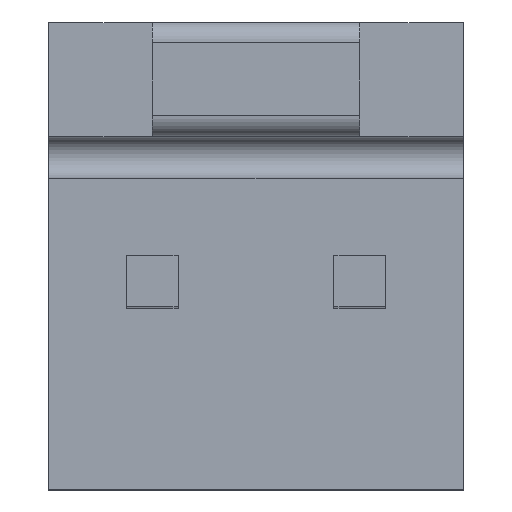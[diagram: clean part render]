
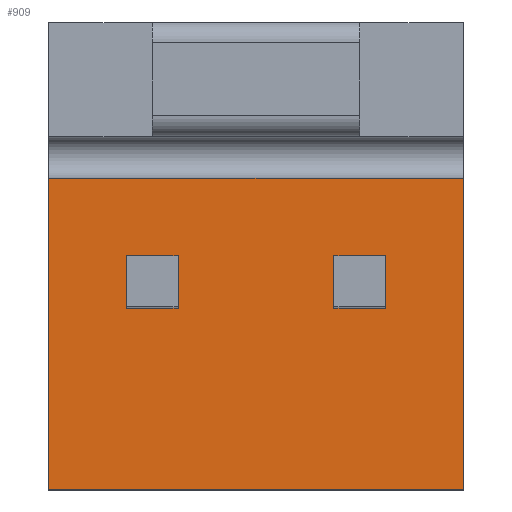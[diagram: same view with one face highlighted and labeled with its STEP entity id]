
A CAD part, top view. The second image highlights one B-rep face of the part: STEP entity #909.
In plain terms, the highlighted planar face has unit normal (0, 0, 1).
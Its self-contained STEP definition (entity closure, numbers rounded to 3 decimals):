
#81=DIRECTION('',(0.,-1.,0.));
#82=VECTOR('',#81,3.815);
#83=CARTESIAN_POINT('',(-2.54,1.275,0.));
#84=LINE('',#83,#82);
#223=DIRECTION('',(0.,-1.,0.));
#224=VECTOR('',#223,3.815);
#225=CARTESIAN_POINT('',(2.54,1.275,0.));
#226=LINE('',#225,#224);
#284=DIRECTION('',(1.,0.,0.));
#285=VECTOR('',#284,5.08);
#286=CARTESIAN_POINT('',(-2.54,-2.54,0.));
#287=LINE('',#286,#285);
#288=DIRECTION('',(1.,0.,0.));
#289=VECTOR('',#288,5.08);
#290=CARTESIAN_POINT('',(-2.54,1.275,0.));
#291=LINE('',#290,#289);
#292=DIRECTION('',(0.,1.,0.));
#293=VECTOR('',#292,0.63);
#294=CARTESIAN_POINT('',(0.955,-0.315,0.));
#295=LINE('',#294,#293);
#296=DIRECTION('',(1.,0.,0.));
#297=VECTOR('',#296,0.63);
#298=CARTESIAN_POINT('',(0.955,-0.315,0.));
#299=LINE('',#298,#297);
#300=DIRECTION('',(0.,1.,0.));
#301=VECTOR('',#300,0.63);
#302=CARTESIAN_POINT('',(1.585,-0.315,0.));
#303=LINE('',#302,#301);
#304=DIRECTION('',(1.,0.,0.));
#305=VECTOR('',#304,0.63);
#306=CARTESIAN_POINT('',(0.955,0.315,0.));
#307=LINE('',#306,#305);
#308=DIRECTION('',(0.,1.,0.));
#309=VECTOR('',#308,0.63);
#310=CARTESIAN_POINT('',(-1.585,-0.315,0.));
#311=LINE('',#310,#309);
#312=DIRECTION('',(1.,0.,0.));
#313=VECTOR('',#312,0.63);
#314=CARTESIAN_POINT('',(-1.585,-0.315,0.));
#315=LINE('',#314,#313);
#316=DIRECTION('',(0.,1.,0.));
#317=VECTOR('',#316,0.63);
#318=CARTESIAN_POINT('',(-0.955,-0.315,0.));
#319=LINE('',#318,#317);
#320=DIRECTION('',(1.,0.,0.));
#321=VECTOR('',#320,0.63);
#322=CARTESIAN_POINT('',(-1.585,0.315,0.));
#323=LINE('',#322,#321);
#470=CARTESIAN_POINT('',(-2.54,-2.54,0.));
#472=VERTEX_POINT('',#470);
#474=CARTESIAN_POINT('',(2.54,-2.54,0.));
#476=VERTEX_POINT('',#474);
#478=CARTESIAN_POINT('',(-2.54,1.275,0.));
#479=VERTEX_POINT('',#478);
#480=CARTESIAN_POINT('',(2.54,1.275,0.));
#481=VERTEX_POINT('',#480);
#490=CARTESIAN_POINT('',(0.955,-0.315,0.));
#491=CARTESIAN_POINT('',(0.955,0.315,0.));
#492=VERTEX_POINT('',#490);
#493=VERTEX_POINT('',#491);
#494=CARTESIAN_POINT('',(1.585,-0.315,0.));
#495=CARTESIAN_POINT('',(1.585,0.315,0.));
#496=VERTEX_POINT('',#494);
#497=VERTEX_POINT('',#495);
#506=CARTESIAN_POINT('',(-1.585,-0.315,0.));
#507=CARTESIAN_POINT('',(-1.585,0.315,0.));
#508=VERTEX_POINT('',#506);
#509=VERTEX_POINT('',#507);
#510=CARTESIAN_POINT('',(-0.955,-0.315,0.));
#511=CARTESIAN_POINT('',(-0.955,0.315,0.));
#512=VERTEX_POINT('',#510);
#513=VERTEX_POINT('',#511);
#878=CARTESIAN_POINT('',(-2.54,1.275,0.));
#879=DIRECTION('',(0.,0.,1.));
#880=DIRECTION('',(0.,-1.,0.));
#881=AXIS2_PLACEMENT_3D('',#878,#879,#880);
#882=PLANE('',#881);
#883=ORIENTED_EDGE('',*,*,#607,.F.);
#884=ORIENTED_EDGE('',*,*,#734,.T.);
#885=ORIENTED_EDGE('',*,*,#774,.T.);
#886=ORIENTED_EDGE('',*,*,#871,.F.);
#887=EDGE_LOOP('',(#883,#884,#885,#886));
#888=FACE_OUTER_BOUND('',#887,.F.);
#890=ORIENTED_EDGE('',*,*,#889,.F.);
#892=ORIENTED_EDGE('',*,*,#891,.T.);
#894=ORIENTED_EDGE('',*,*,#893,.T.);
#896=ORIENTED_EDGE('',*,*,#895,.F.);
#897=EDGE_LOOP('',(#890,#892,#894,#896));
#898=FACE_BOUND('',#897,.F.);
#900=ORIENTED_EDGE('',*,*,#899,.F.);
#902=ORIENTED_EDGE('',*,*,#901,.T.);
#904=ORIENTED_EDGE('',*,*,#903,.T.);
#906=ORIENTED_EDGE('',*,*,#905,.F.);
#907=EDGE_LOOP('',(#900,#902,#904,#906));
#908=FACE_BOUND('',#907,.F.);
#909=ADVANCED_FACE('',(#888,#898,#908),#882,.T.);
#607=EDGE_CURVE('',#479,#472,#84,.T.);
#734=EDGE_CURVE('',#479,#481,#291,.T.);
#774=EDGE_CURVE('',#481,#476,#226,.T.);
#871=EDGE_CURVE('',#472,#476,#287,.T.);
#889=EDGE_CURVE('',#492,#493,#295,.T.);
#891=EDGE_CURVE('',#492,#496,#299,.T.);
#893=EDGE_CURVE('',#496,#497,#303,.T.);
#895=EDGE_CURVE('',#493,#497,#307,.T.);
#899=EDGE_CURVE('',#508,#509,#311,.T.);
#901=EDGE_CURVE('',#508,#512,#315,.T.);
#903=EDGE_CURVE('',#512,#513,#319,.T.);
#905=EDGE_CURVE('',#509,#513,#323,.T.);
